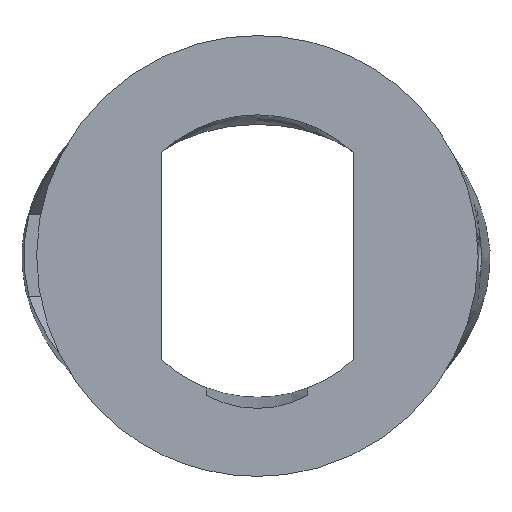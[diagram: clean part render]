
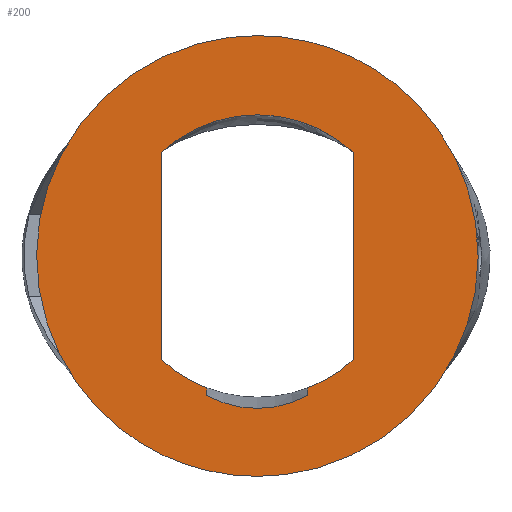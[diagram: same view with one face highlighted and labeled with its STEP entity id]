
A CAD part, front view. The second image highlights one B-rep face of the part: STEP entity #200.
In plain terms, the highlighted planar face has unit normal (0, -1, 0).
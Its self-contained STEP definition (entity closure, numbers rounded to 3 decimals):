
#13 = LINE ( 'NONE', #648, #1634 ) ;
#47 = PLANE ( 'NONE',  #1130 ) ;
#48 = LINE ( 'NONE', #404, #381 ) ;
#71 = CARTESIAN_POINT ( 'NONE',  ( -4.75, 0., 0. ) ) ;
#84 = CARTESIAN_POINT ( 'NONE',  ( 21.89, 0., -10.925 ) ) ;
#88 = CARTESIAN_POINT ( 'NONE',  ( 21.89, 0., 10.925 ) ) ;
#93 = FACE_BOUND ( 'NONE', #868, .T. ) ;
#107 = CARTESIAN_POINT ( 'NONE',  ( 0., 0., 10.925 ) ) ;
#112 = CARTESIAN_POINT ( 'NONE',  ( 0., 0., 10.925 ) ) ;
#144 = VERTEX_POINT ( 'NONE', #1906 ) ;
#146 = VERTEX_POINT ( 'NONE', #846 ) ;
#149 = AXIS2_PLACEMENT_3D ( 'NONE', #582, #591, #604 ) ;
#155 = EDGE_CURVE ( 'NONE', #146, #1960, #1630, .T. ) ;
#159 = EDGE_LOOP ( 'NONE', ( #1831, #1326 ) ) ;
#167 = VERTEX_POINT ( 'NONE', #112 ) ;
#174 = CARTESIAN_POINT ( 'NONE',  ( 0., 0., -10.925 ) ) ;
#199 = CARTESIAN_POINT ( 'NONE',  ( -2.5, 0., -6.917 ) ) ;
#200 = ADVANCED_FACE ( 'NONE', ( #1356, #93 ), #47, .F. ) ;
#204 = CARTESIAN_POINT ( 'NONE',  ( 0., 0., 7. ) ) ;
#225 = CARTESIAN_POINT ( 'NONE',  ( 0., 0., 0. ) ) ;
#236 = DIRECTION ( 'NONE',  ( 0., -1., 0. ) ) ;
#245 = DIRECTION ( 'NONE',  ( 0., 0., 1. ) ) ;
#266 = EDGE_CURVE ( 'NONE', #576, #167, #1176, .T. ) ;
#267 = VECTOR ( 'NONE', #1287, 1000. ) ;
#292 = CARTESIAN_POINT ( 'NONE',  ( 4.75, 0., -5.142 ) ) ;
#319 = CARTESIAN_POINT ( 'NONE',  ( 0., 0., 0. ) ) ;
#345 = ORIENTED_EDGE ( 'NONE', *, *, #1665, .F. ) ;
#362 = EDGE_CURVE ( 'NONE', #144, #553, #1424, .T. ) ;
#381 = VECTOR ( 'NONE', #526, 1000. ) ;
#404 = CARTESIAN_POINT ( 'NONE',  ( 4.75, 0., 0. ) ) ;
#451 = ORIENTED_EDGE ( 'NONE', *, *, #683, .F. ) ;
#471 = CARTESIAN_POINT ( 'NONE',  ( 0., 0., 0. ) ) ;
#486 = DIRECTION ( 'NONE',  ( 0., -1., 0. ) ) ;
#488 = CARTESIAN_POINT ( 'NONE',  ( 0., 0., 0. ) ) ;
#491 = DIRECTION ( 'NONE',  ( 0., 0., 1. ) ) ;
#512 = DIRECTION ( 'NONE',  ( 0., 0., 1. ) ) ;
#526 = DIRECTION ( 'NONE',  ( 0., 0., 1. ) ) ;
#553 = VERTEX_POINT ( 'NONE', #199 ) ;
#576 = VERTEX_POINT ( 'NONE', #174 ) ;
#582 = CARTESIAN_POINT ( 'NONE',  ( 0., 0., -2.334 ) ) ;
#584 = AXIS2_PLACEMENT_3D ( 'NONE', #225, #236, #245 ) ;
#588 = CARTESIAN_POINT ( 'NONE',  ( 0., 0., -10.925 ) ) ;
#591 = DIRECTION ( 'NONE',  ( 0., 1., 0. ) ) ;
#604 = DIRECTION ( 'NONE',  ( 0., 0., -1. ) ) ;
#605 =( BOUNDED_CURVE ( )  B_SPLINE_CURVE ( 3, ( #1480, #1492, #1501, #1506 ),
 .UNSPECIFIED., .F., .F. ) 
 B_SPLINE_CURVE_WITH_KNOTS ( ( 4, 4 ),
 ( 1.571, 4.712 ),
 .UNSPECIFIED. ) 
 CURVE ( )  GEOMETRIC_REPRESENTATION_ITEM ( )  RATIONAL_B_SPLINE_CURVE ( ( 1., 0.333, 0.333, 1. ) ) 
 REPRESENTATION_ITEM ( '' )  );
#648 = CARTESIAN_POINT ( 'NONE',  ( 2.5, 0., -6.917 ) ) ;
#666 = LINE ( 'NONE', #1003, #267 ) ;
#671 = DIRECTION ( 'NONE',  ( 0., 0., -1. ) ) ;
#683 = EDGE_CURVE ( 'NONE', #1838, #146, #1283, .T. ) ;
#698 = CARTESIAN_POINT ( 'NONE',  ( 0., 0., 0. ) ) ;
#705 = DIRECTION ( 'NONE',  ( 0., -1., 0. ) ) ;
#708 = ORIENTED_EDGE ( 'NONE', *, *, #942, .T. ) ;
#714 = DIRECTION ( 'NONE',  ( 0., 0., 1. ) ) ;
#725 = CARTESIAN_POINT ( 'NONE',  ( -2.5, 0., -6.538 ) ) ;
#735 = VERTEX_POINT ( 'NONE', #292 ) ;
#799 = EDGE_CURVE ( 'NONE', #983, #1838, #808, .T. ) ;
#808 = CIRCLE ( 'NONE', #1001, 7. ) ;
#846 = CARTESIAN_POINT ( 'NONE',  ( -4.75, 0., 5.142 ) ) ;
#868 = EDGE_LOOP ( 'NONE', ( #708, #345, #1926, #451, #1582, #1274, #1626, #1234, #1132 ) ) ;
#886 = DIRECTION ( 'NONE',  ( 0., -1., 0. ) ) ;
#920 = CIRCLE ( 'NONE', #2014, 7. ) ;
#942 = EDGE_CURVE ( 'NONE', #553, #1905, #666, .T. ) ;
#983 = VERTEX_POINT ( 'NONE', #1354 ) ;
#1001 = AXIS2_PLACEMENT_3D ( 'NONE', #488, #886, #491 ) ;
#1003 = CARTESIAN_POINT ( 'NONE',  ( -2.5, 0., -6.917 ) ) ;
#1130 = AXIS2_PLACEMENT_3D ( 'NONE', #319, #1254, #1521 ) ;
#1132 = ORIENTED_EDGE ( 'NONE', *, *, #362, .T. ) ;
#1176 =( BOUNDED_CURVE ( )  B_SPLINE_CURVE ( 3, ( #588, #84, #88, #107 ),
 .UNSPECIFIED., .F., .F. ) 
 B_SPLINE_CURVE_WITH_KNOTS ( ( 4, 4 ),
 ( 4.712, 7.854 ),
 .UNSPECIFIED. ) 
 CURVE ( )  GEOMETRIC_REPRESENTATION_ITEM ( )  RATIONAL_B_SPLINE_CURVE ( ( 1., 0.333, 0.333, 1. ) ) 
 REPRESENTATION_ITEM ( '' )  );
#1181 = DIRECTION ( 'NONE',  ( 0., 0., -1. ) ) ;
#1234 = ORIENTED_EDGE ( 'NONE', *, *, #1739, .T. ) ;
#1254 = DIRECTION ( 'NONE',  ( 0., 1., 0. ) ) ;
#1274 = ORIENTED_EDGE ( 'NONE', *, *, #1319, .F. ) ;
#1283 = CIRCLE ( 'NONE', #584, 7. ) ;
#1287 = DIRECTION ( 'NONE',  ( 0., 0., 1. ) ) ;
#1319 = EDGE_CURVE ( 'NONE', #735, #983, #48, .T. ) ;
#1326 = ORIENTED_EDGE ( 'NONE', *, *, #1486, .T. ) ;
#1350 = EDGE_CURVE ( 'NONE', #1566, #735, #1964, .T. ) ;
#1354 = CARTESIAN_POINT ( 'NONE',  ( 4.75, 0., 5.142 ) ) ;
#1356 = FACE_OUTER_BOUND ( 'NONE', #159, .T. ) ;
#1424 = CIRCLE ( 'NONE', #149, 5.22 ) ;
#1480 = CARTESIAN_POINT ( 'NONE',  ( 0., 0., 10.925 ) ) ;
#1486 = EDGE_CURVE ( 'NONE', #167, #576, #605, .T. ) ;
#1492 = CARTESIAN_POINT ( 'NONE',  ( -21.89, 0., 10.925 ) ) ;
#1501 = CARTESIAN_POINT ( 'NONE',  ( -21.89, 0., -10.925 ) ) ;
#1506 = CARTESIAN_POINT ( 'NONE',  ( 0., 0., -10.925 ) ) ;
#1513 = AXIS2_PLACEMENT_3D ( 'NONE', #698, #705, #714 ) ;
#1521 = DIRECTION ( 'NONE',  ( 0., 0., 1. ) ) ;
#1566 = VERTEX_POINT ( 'NONE', #1720 ) ;
#1582 = ORIENTED_EDGE ( 'NONE', *, *, #799, .F. ) ;
#1626 = ORIENTED_EDGE ( 'NONE', *, *, #1350, .F. ) ;
#1630 = LINE ( 'NONE', #71, #1981 ) ;
#1634 = VECTOR ( 'NONE', #671, 1000. ) ;
#1665 = EDGE_CURVE ( 'NONE', #1960, #1905, #920, .T. ) ;
#1720 = CARTESIAN_POINT ( 'NONE',  ( 2.5, 0., -6.538 ) ) ;
#1739 = EDGE_CURVE ( 'NONE', #1566, #144, #13, .T. ) ;
#1831 = ORIENTED_EDGE ( 'NONE', *, *, #266, .T. ) ;
#1838 = VERTEX_POINT ( 'NONE', #204 ) ;
#1905 = VERTEX_POINT ( 'NONE', #725 ) ;
#1906 = CARTESIAN_POINT ( 'NONE',  ( 2.5, 0., -6.917 ) ) ;
#1926 = ORIENTED_EDGE ( 'NONE', *, *, #155, .F. ) ;
#1945 = CARTESIAN_POINT ( 'NONE',  ( -4.75, 0., -5.142 ) ) ;
#1960 = VERTEX_POINT ( 'NONE', #1945 ) ;
#1964 = CIRCLE ( 'NONE', #1513, 7. ) ;
#1981 = VECTOR ( 'NONE', #1181, 1000. ) ;
#2014 = AXIS2_PLACEMENT_3D ( 'NONE', #471, #486, #512 ) ;
